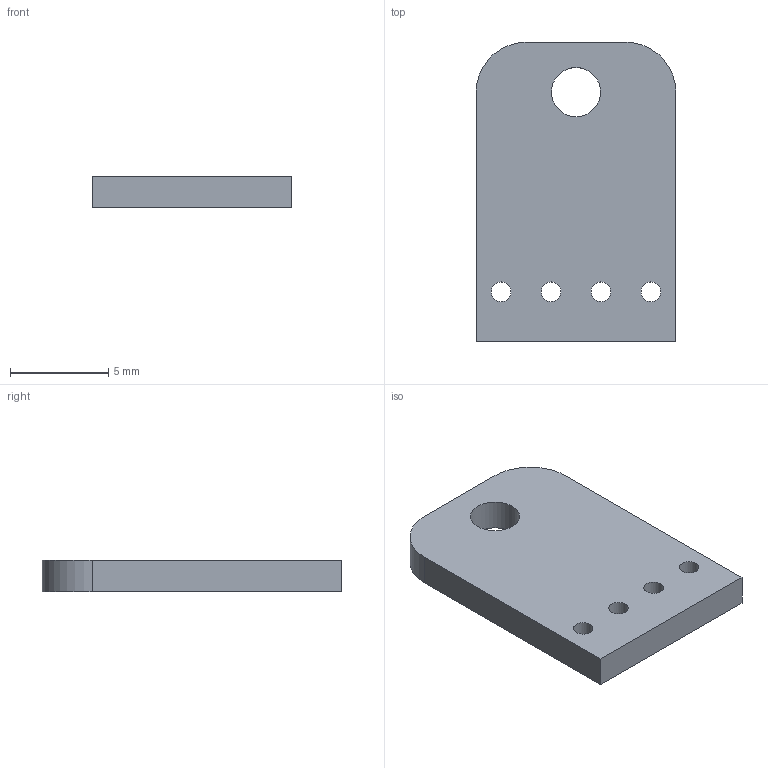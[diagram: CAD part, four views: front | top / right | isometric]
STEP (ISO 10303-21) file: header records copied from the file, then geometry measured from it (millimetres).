
FILE_DESCRIPTION(('KiCad electronic assembly'),'2;1');
FILE_NAME('kicadBoard.step','2022-11-05T01:38:53',('Pcbnew'),('Kicad'), 'Open CASCADE STEP processor 7.6','KiCad to STEP converter','Unknown' );
FILE_SCHEMA(('AUTOMOTIVE_DESIGN { 1 0 10303 214 1 1 1 1 }'));
Length unit declared in the file: millimetre
Products named in the file (2): kicadBoard 1; _autosave-kicadBoard PCB
Assembly tree (1 placements, depth 2):
  kicadBoard 1
    _autosave-kicadBoard PCB
Bounding box: 10.16 x 15.24 x 1.6 mm (x, y, z)
Volume: 230.4 mm3; surface area: 398.5 mm2
Topology: 1 solids, 1 shells, 13 faces, 33 edges, 22 vertices
Faces by surface type: cylinder 7, plane 6
Full cylindrical faces by diameter (mm): 1 x4, 2.5 x1
Entity records: 939 total; most frequent: CARTESIAN_POINT 220, DIRECTION 129, LINE 71, VECTOR 71, ORIENTED_EDGE 66, PCURVE 66, DEFINITIONAL_REPRESENTATION 66, EDGE_CURVE 33
